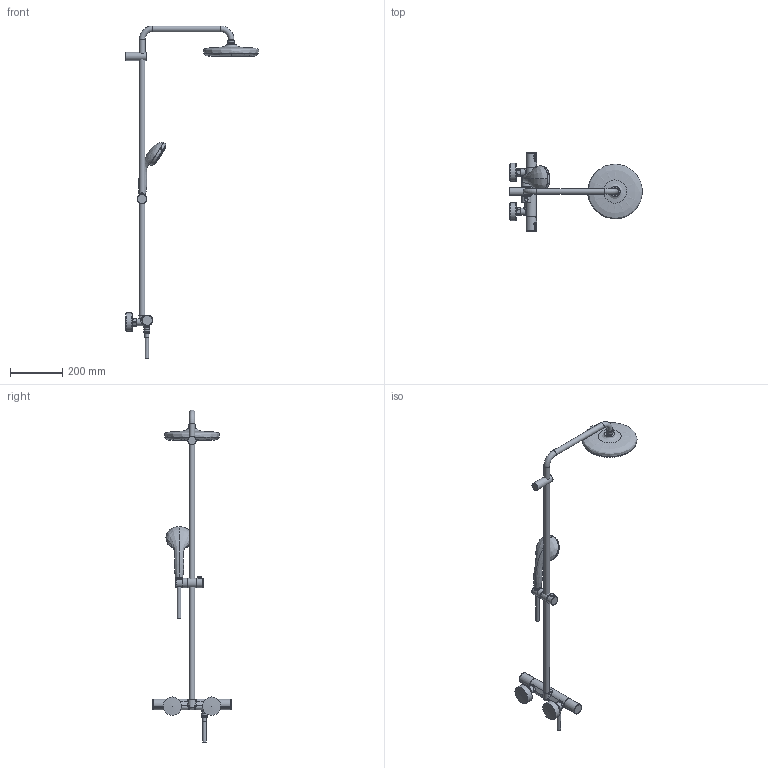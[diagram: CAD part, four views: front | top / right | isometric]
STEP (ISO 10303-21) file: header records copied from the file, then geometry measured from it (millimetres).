
FILE_DESCRIPTION(/* description */ ('Unknown'),/* implementation_level */ '2;1');
FILE_NAME(/* name */ '27960001',/* time_stamp */ '2022-09-01T08:29:28+02:00',/* author */ ('Unknown'),/* organization */ ('GROHE AG'),/* preprocessor_version */ 'ST-DEVELOPER v16.7',/* originating_system */ 'DEX',/* authorisation */ $);
FILE_SCHEMA (('AUTOMOTIVE_DESIGN {1 0 10303 214 3 1 1}'));
Length unit declared in the file: millimetre
Products named in the file (29): 27960001; 27960001_0; 27960001_1; 27960001_2; 27960001_3; 27960001_4; 27960001_5; 27960001_6; plane; 27960001_7; 27960001_8; 27960001_9; 27960001_10; DF_REVOL; 27960001_11; Housing; extrude#; trim_sur; 27960001_12; rail_sur; A4285913_DIY_THM_Griff_Body_090831; rail_sur_0; A4285913_DIY_THM_Griff_Body_090831_0; 27960001_13; 27960001_14; 27960001_15; 27960001_16; 27960001_17
Assembly tree (28 placements, depth 2):
  27960001
    27960001
    27960001_0
    27960001_1
    27960001_2
    27960001_3
    27960001_4
    27960001_5
    27960001_6
    plane
    27960001_7
    27960001_8
    27960001_9
    27960001_10
    DF_REVOL
    27960001_11
    Housing
    extrude#
    trim_sur
    27960001_12
    rail_sur
    A4285913_DIY_THM_Griff_Body_090831
    rail_sur_0
    A4285913_DIY_THM_Griff_Body_090831_0
    27960001_13
    27960001_14
    27960001_15
    27960001_16
    27960001_17
Bounding box: 509.15 x 298.45 x 1268.91 mm (x, y, z)
Volume: 2900020.8 mm3; surface area: 648758.2 mm2
Topology: 28 solids, 30 shells, 2295 faces, 6825 edges, 4732 vertices
Faces by surface type: bspline 1369, cylinder 409, torus 191, plane 190, cone 122, sphere 14
Full cylindrical faces by diameter (mm): 2.8 x52, 4 x126, 13.5 x1, 14 x3, 15 x3, 18 x1, 18.2 x1, 18.5 x1, 19.9 x1, 20.96 x2, 21.8 x1, 22 x2, 22.6 x1, 23 x1, 27 x2, 31.3 x1, 31.8 x1, 32 x1, 33.4 x2, 36 x3, 40 x2, 70 x2, 80.5 x1, 179.4 x1, 181.4 x1
Entity records: 135772 total; most frequent: CARTESIAN_POINT 87821, ORIENTED_EDGE 11154, EDGE_CURVE 5577, DIRECTION 4502, VERTEX_POINT 4196, B_SPLINE_CURVE_WITH_KNOTS 4111, FACE_BOUND 3149, EDGE_LOOP 3148
